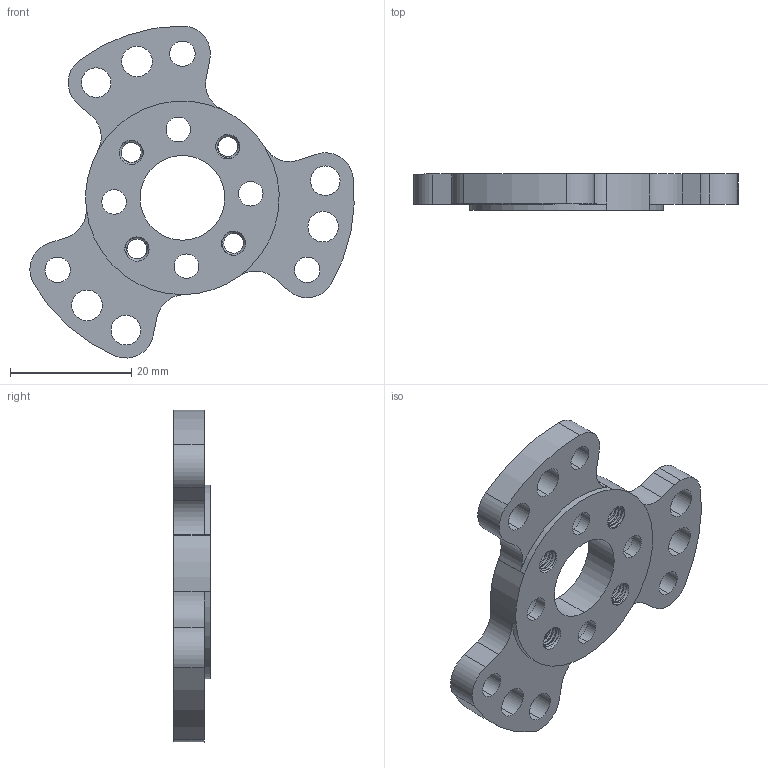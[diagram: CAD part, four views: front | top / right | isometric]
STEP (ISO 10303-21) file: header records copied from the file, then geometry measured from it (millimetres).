
FILE_DESCRIPTION (( 'STEP AP203' ), '1' );
FILE_NAME ('1206-0016-0005.STEP', '2019-03-28T20:08:41', ( '' ), ( '' ), 'SwSTEP 2.0', 'SolidWorks 2016', '' );
FILE_SCHEMA (( 'CONFIG_CONTROL_DESIGN' ));
Length unit declared in the file: millimetre
Products named in the file (1): 1206-0016-0005
Bounding box: 53.59 x 6 x 54.87 mm (x, y, z)
Volume: 6278.7 mm3; surface area: 5329.6 mm2
Topology: 1 solids, 1 shells, 253 faces, 721 edges, 474 vertices
Faces by surface type: cylinder 204, cone 26, plane 15, bspline 8
Entity records: 18602 total; most frequent: CARTESIAN_POINT 12603, ORIENTED_EDGE 1442, DIRECTION 1087, EDGE_CURVE 721, VERTEX_POINT 474, AXIS2_PLACEMENT_3D 426, EDGE_LOOP 293, FACE_OUTER_BOUND 253
